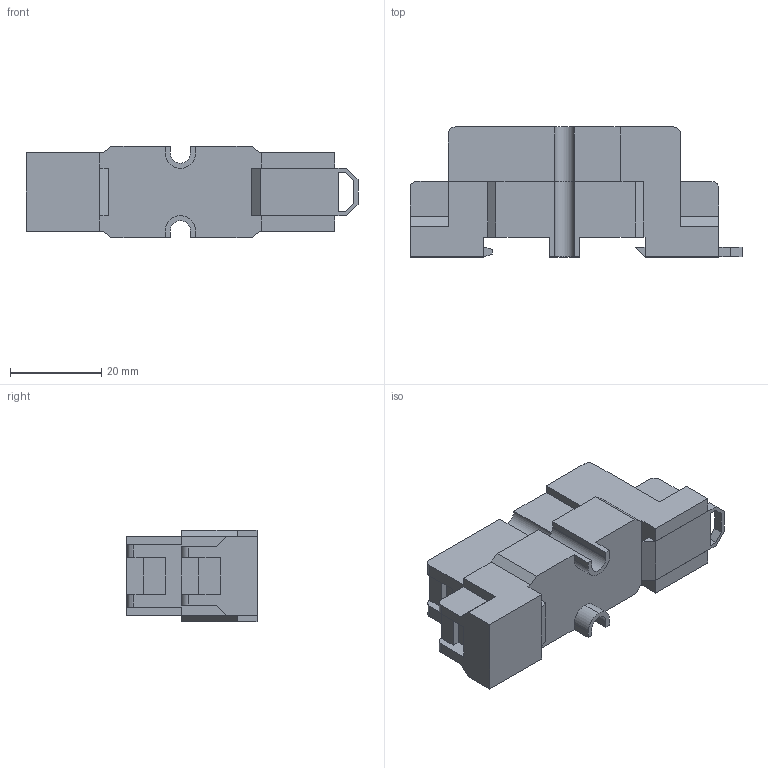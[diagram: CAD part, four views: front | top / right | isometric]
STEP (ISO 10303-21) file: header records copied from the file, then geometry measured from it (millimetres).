
FILE_DESCRIPTION (( 'STEP AP214' ), '1' );
FILE_NAME ('781-1C-SKT.STEP', '2013-11-18T20:36:55', ( '' ), ( '' ), 'SwSTEP 2.0', 'SolidWorks 2013', '' );
FILE_SCHEMA (( 'AUTOMOTIVE_DESIGN' ));
Length unit declared in the file: inch
Products named in the file (1): 781-1C-SKT
Bounding box: 72.64 x 28.45 x 20.07 mm (x, y, z)
Volume: 24464.7 mm3; surface area: 8391.5 mm2
Topology: 1 solids, 1 shells, 248 faces, 665 edges, 438 vertices
Faces by surface type: plane 220, cylinder 28
Entity records: 10599 total; most frequent: CARTESIAN_POINT 1352, ORIENTED_EDGE 1330, DIRECTION 1219, EDGE_CURVE 665, VECTOR 609, LINE 609, VERTEX_POINT 438, AXIS2_PLACEMENT_3D 305
